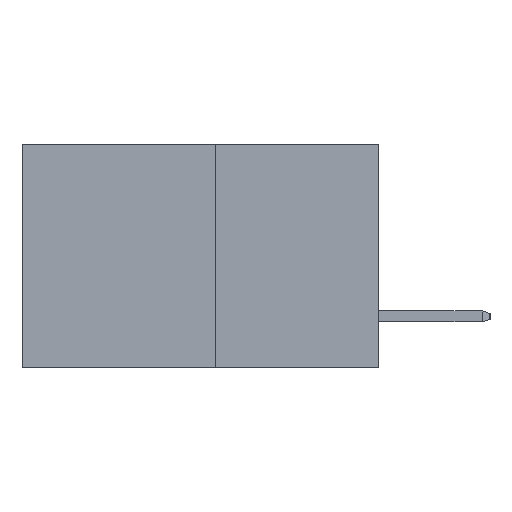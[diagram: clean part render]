
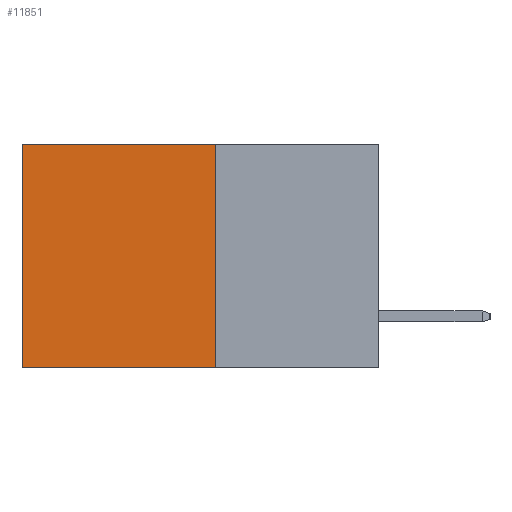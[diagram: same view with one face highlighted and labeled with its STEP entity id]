
A CAD part, left-side view. The second image highlights one B-rep face of the part: STEP entity #11851.
In plain terms, the highlighted planar face has unit normal (-1, 0, 0).
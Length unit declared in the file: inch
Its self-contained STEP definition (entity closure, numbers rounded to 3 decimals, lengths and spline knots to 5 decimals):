
#779 = VERTEX_POINT ( 'NONE', #10950 ) ;
#913 = CARTESIAN_POINT ( 'NONE',  ( 0.277, 0.59, 0. ) ) ;
#936 = VECTOR ( 'NONE', #17790, 39.37008 ) ;
#2451 = DIRECTION ( 'NONE',  ( 0., 0., -1. ) ) ;
#2576 = AXIS2_PLACEMENT_3D ( 'NONE', #6984, #11533, #2451 ) ;
#3320 = DIRECTION ( 'NONE',  ( 0., 0., -1. ) ) ;
#3602 = ORIENTED_EDGE ( 'NONE', *, *, #12208, .T. ) ;
#3629 = CARTESIAN_POINT ( 'NONE',  ( 0.277, 0.27, -0.37 ) ) ;
#4330 = VECTOR ( 'NONE', #4824, 39.37008 ) ;
#4824 = DIRECTION ( 'NONE',  ( 0., 1., 0. ) ) ;
#4993 = LINE ( 'NONE', #5933, #936 ) ;
#5181 = CARTESIAN_POINT ( 'NONE',  ( 0.277, 0.27, -0.37 ) ) ;
#5495 = ORIENTED_EDGE ( 'NONE', *, *, #7073, .F. ) ;
#5780 = VECTOR ( 'NONE', #8275, 39.37008 ) ;
#5933 = CARTESIAN_POINT ( 'NONE',  ( 0.277, 0.27, -0.37 ) ) ;
#6288 = CARTESIAN_POINT ( 'NONE',  ( 0.277, 0.27, 0. ) ) ;
#6984 = CARTESIAN_POINT ( 'NONE',  ( 0.277, 0.27, -0.37 ) ) ;
#7073 = EDGE_CURVE ( 'NONE', #779, #8138, #17620, .T. ) ;
#7559 = EDGE_CURVE ( 'NONE', #779, #16406, #12364, .T. ) ;
#8138 = VERTEX_POINT ( 'NONE', #3629 ) ;
#8275 = DIRECTION ( 'NONE',  ( 0., 0., -1. ) ) ;
#9197 = ORIENTED_EDGE ( 'NONE', *, *, #17195, .F. ) ;
#9389 = CARTESIAN_POINT ( 'NONE',  ( 0.277, 0.59, -0.37 ) ) ;
#10058 = PLANE ( 'NONE',  #2576 ) ;
#10950 = CARTESIAN_POINT ( 'NONE',  ( 0.277, 0.27, 0. ) ) ;
#11533 = DIRECTION ( 'NONE',  ( 1., 0., 0. ) ) ;
#11851 = ADVANCED_FACE ( 'NONE', ( #13836 ), #10058, .F. ) ;
#12208 = EDGE_CURVE ( 'NONE', #16406, #17927, #15209, .T. ) ;
#12364 = LINE ( 'NONE', #6288, #4330 ) ;
#13836 = FACE_OUTER_BOUND ( 'NONE', #16685, .T. ) ;
#15209 = LINE ( 'NONE', #9389, #18594 ) ;
#16406 = VERTEX_POINT ( 'NONE', #913 ) ;
#16685 = EDGE_LOOP ( 'NONE', ( #3602, #9197, #5495, #17835 ) ) ;
#17195 = EDGE_CURVE ( 'NONE', #8138, #17927, #4993, .T. ) ;
#17620 = LINE ( 'NONE', #5181, #5780 ) ;
#17790 = DIRECTION ( 'NONE',  ( 0., 1., 0. ) ) ;
#17835 = ORIENTED_EDGE ( 'NONE', *, *, #7559, .T. ) ;
#17927 = VERTEX_POINT ( 'NONE', #18084 ) ;
#18084 = CARTESIAN_POINT ( 'NONE',  ( 0.277, 0.59, -0.37 ) ) ;
#18594 = VECTOR ( 'NONE', #3320, 39.37008 ) ;
